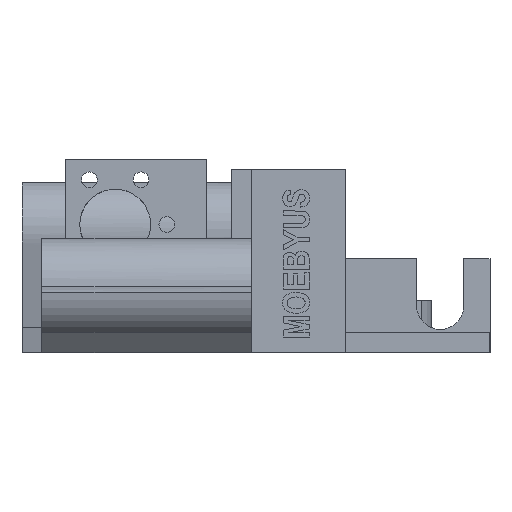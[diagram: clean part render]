
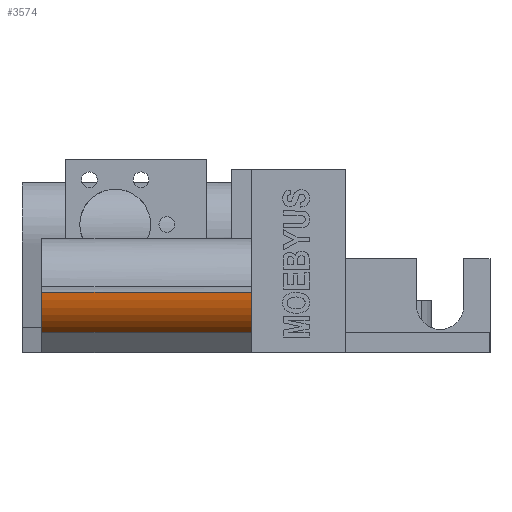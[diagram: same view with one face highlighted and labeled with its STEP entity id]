
A CAD part, left-side view. The second image highlights one B-rep face of the part: STEP entity #3574.
In plain terms, the highlighted cylindrical face has radius 9.7 mm (diameter 19.4 mm), a partial arc.
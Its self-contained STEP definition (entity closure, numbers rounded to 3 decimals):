
#230 = CYLINDRICAL_SURFACE ( 'NONE', #13421, 9.7 ) ;
#247 = CARTESIAN_POINT ( 'NONE',  ( -62.406, 85.5, 7.618 ) ) ;
#285 = B_SPLINE_CURVE_WITH_KNOTS ( 'NONE', 3,
 ( #3076, #4132, #9689, #2131, #2227, #3173, #5331, #4325, #4273, #12975, #12922, #6453, #2081, #1001, #9823, #2175, #14026, #7681, #6418, #7495 ),
 .UNSPECIFIED., .F., .F.,
 ( 4, 1, 1, 1, 2, 2, 2, 1, 1, 1, 2, 2, 4 ),
 ( 0., 0.125, 0.187, 0.219, 0.234, 0.25, 0.5, 0.625, 0.688, 0.719, 0.734, 0.75, 1. ),
 .UNSPECIFIED. ) ;
#573 = ORIENTED_EDGE ( 'NONE', *, *, #7393, .T. ) ;
#1001 = CARTESIAN_POINT ( 'NONE',  ( -61.069, 45.5, 5.685 ) ) ;
#1278 = CARTESIAN_POINT ( 'NONE',  ( -59.123, 45.5, 4. ) ) ;
#1311 = CARTESIAN_POINT ( 'NONE',  ( -63.486, 85.5, 11.608 ) ) ;
#1334 = CARTESIAN_POINT ( 'NONE',  ( -59.123, 85.5, 4. ) ) ;
#2081 = CARTESIAN_POINT ( 'NONE',  ( -61.289, 45.5, 5.939 ) ) ;
#2131 = CARTESIAN_POINT ( 'NONE',  ( -63.278, 45.5, 10.035 ) ) ;
#2165 = VERTEX_POINT ( 'NONE', #12836 ) ;
#2175 = CARTESIAN_POINT ( 'NONE',  ( -60.906, 45.5, 5.507 ) ) ;
#2227 = CARTESIAN_POINT ( 'NONE',  ( -63.2, 45.5, 9.717 ) ) ;
#2294 = CARTESIAN_POINT ( 'NONE',  ( -63.014, 85.5, 9.078 ) ) ;
#2295 = FACE_OUTER_BOUND ( 'NONE', #11681, .T. ) ;
#3076 = CARTESIAN_POINT ( 'NONE',  ( -63.486, 45.5, 11.608 ) ) ;
#3157 = LINE ( 'NONE', #11431, #13029 ) ;
#3173 = CARTESIAN_POINT ( 'NONE',  ( -63.164, 45.5, 9.582 ) ) ;
#3467 = CARTESIAN_POINT ( 'NONE',  ( -61.829, 85.5, 6.613 ) ) ;
#3550 = CARTESIAN_POINT ( 'NONE',  ( -63.486, 85.5, 11.608 ) ) ;
#3574 = ADVANCED_FACE ( 'NONE', ( #2295 ), #230, .T. ) ;
#4132 = CARTESIAN_POINT ( 'NONE',  ( -63.467, 45.5, 11.233 ) ) ;
#4273 = CARTESIAN_POINT ( 'NONE',  ( -62.898, 45.5, 8.659 ) ) ;
#4299 = VECTOR ( 'NONE', #4790, 1000. ) ;
#4325 = CARTESIAN_POINT ( 'NONE',  ( -63.127, 45.5, 9.447 ) ) ;
#4614 = CARTESIAN_POINT ( 'NONE',  ( -60.611, 85.5, 5.201 ) ) ;
#4623 = CARTESIAN_POINT ( 'NONE',  ( -59.123, 85.5, 4. ) ) ;
#4790 = DIRECTION ( 'NONE',  ( 0., 1., 0. ) ) ;
#5031 = EDGE_CURVE ( 'NONE', #7048, #13905, #7172, .T. ) ;
#5118 = VERTEX_POINT ( 'NONE', #1311 ) ;
#5331 = CARTESIAN_POINT ( 'NONE',  ( -63.139, 45.5, 9.491 ) ) ;
#5717 = CARTESIAN_POINT ( 'NONE',  ( -59.887, 85.5, 4.54 ) ) ;
#6418 = CARTESIAN_POINT ( 'NONE',  ( -59.751, 45.5, 4.412 ) ) ;
#6453 = CARTESIAN_POINT ( 'NONE',  ( -61.706, 45.5, 6.466 ) ) ;
#6701 = CARTESIAN_POINT ( 'NONE',  ( -60.71, 85.5, 5.301 ) ) ;
#6733 = EDGE_CURVE ( 'NONE', #13905, #5118, #10741, .T. ) ;
#7022 = CARTESIAN_POINT ( 'NONE',  ( -63.058, 85.5, 9.216 ) ) ;
#7048 = VERTEX_POINT ( 'NONE', #1278 ) ;
#7172 = LINE ( 'NONE', #12242, #4299 ) ;
#7393 = EDGE_CURVE ( 'NONE', #2165, #5118, #3157, .T. ) ;
#7495 = CARTESIAN_POINT ( 'NONE',  ( -59.123, 45.5, 4. ) ) ;
#7681 = CARTESIAN_POINT ( 'NONE',  ( -60.324, 45.5, 4.891 ) ) ;
#7696 = CARTESIAN_POINT ( 'NONE',  ( -61.371, 85.5, 5.997 ) ) ;
#7832 = CARTESIAN_POINT ( 'NONE',  ( -62.662, 85.5, 8.134 ) ) ;
#8942 = CARTESIAN_POINT ( 'NONE',  ( -62.906, 85.5, 8.759 ) ) ;
#9689 = CARTESIAN_POINT ( 'NONE',  ( -63.406, 45.5, 10.676 ) ) ;
#9823 = CARTESIAN_POINT ( 'NONE',  ( -60.972, 45.5, 5.578 ) ) ;
#9972 = CARTESIAN_POINT ( 'NONE',  ( -60.807, 85.5, 5.401 ) ) ;
#10173 = EDGE_CURVE ( 'NONE', #2165, #7048, #285, .T. ) ;
#10572 = ORIENTED_EDGE ( 'NONE', *, *, #5031, .F. ) ;
#10741 = B_SPLINE_CURVE_WITH_KNOTS ( 'NONE', 3,
 ( #1334, #12212, #5717, #13225, #4614, #6701, #13315, #9972, #7696, #3467, #247, #7832, #8942, #2294, #7022, #11254, #12439, #11201, #12250, #3550 ),
 .UNSPECIFIED., .F., .F.,
 ( 4, 1, 1, 1, 2, 2, 2, 1, 1, 1, 2, 2, 4 ),
 ( 0., 0.125, 0.188, 0.219, 0.234, 0.25, 0.5, 0.625, 0.688, 0.719, 0.734, 0.75, 1. ),
 .UNSPECIFIED. ) ;
#11201 = CARTESIAN_POINT ( 'NONE',  ( -63.323, 85.5, 10.122 ) ) ;
#11254 = CARTESIAN_POINT ( 'NONE',  ( -63.086, 85.5, 9.308 ) ) ;
#11431 = CARTESIAN_POINT ( 'NONE',  ( -63.486, 65.5, 11.608 ) ) ;
#11573 = DIRECTION ( 'NONE',  ( 0., 1., 0. ) ) ;
#11681 = EDGE_LOOP ( 'NONE', ( #10572, #12664, #573, #13059 ) ) ;
#11780 = DIRECTION ( 'NONE',  ( 0., 0., -1. ) ) ;
#11826 = DIRECTION ( 'NONE',  ( 0., -1., 0. ) ) ;
#12212 = CARTESIAN_POINT ( 'NONE',  ( -59.437, 85.5, 4.206 ) ) ;
#12242 = CARTESIAN_POINT ( 'NONE',  ( -59.123, 40.5, 4. ) ) ;
#12250 = CARTESIAN_POINT ( 'NONE',  ( -63.447, 85.5, 10.858 ) ) ;
#12439 = CARTESIAN_POINT ( 'NONE',  ( -63.1, 85.5, 9.356 ) ) ;
#12664 = ORIENTED_EDGE ( 'NONE', *, *, #10173, .F. ) ;
#12836 = CARTESIAN_POINT ( 'NONE',  ( -63.486, 45.5, 11.608 ) ) ;
#12860 = CARTESIAN_POINT ( 'NONE',  ( -53.799, 85.5, 12.108 ) ) ;
#12922 = CARTESIAN_POINT ( 'NONE',  ( -62.022, 45.5, 6.948 ) ) ;
#12975 = CARTESIAN_POINT ( 'NONE',  ( -62.598, 45.5, 7.953 ) ) ;
#13029 = VECTOR ( 'NONE', #11573, 1000. ) ;
#13059 = ORIENTED_EDGE ( 'NONE', *, *, #6733, .F. ) ;
#13225 = CARTESIAN_POINT ( 'NONE',  ( -60.376, 85.5, 4.974 ) ) ;
#13315 = CARTESIAN_POINT ( 'NONE',  ( -60.775, 85.5, 5.368 ) ) ;
#13421 = AXIS2_PLACEMENT_3D ( 'NONE', #12860, #11826, #11780 ) ;
#13905 = VERTEX_POINT ( 'NONE', #4623 ) ;
#14026 = CARTESIAN_POINT ( 'NONE',  ( -60.872, 45.5, 5.47 ) ) ;
